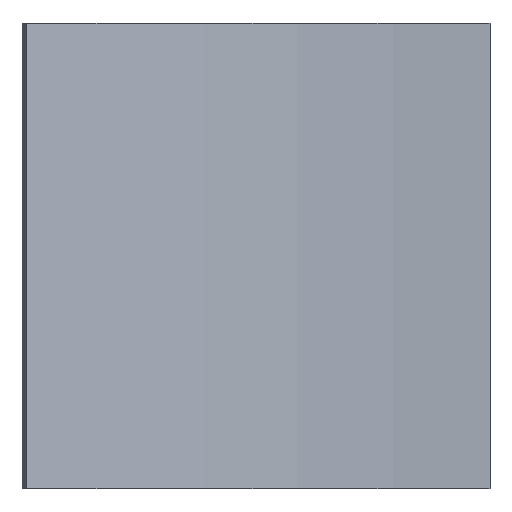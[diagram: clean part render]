
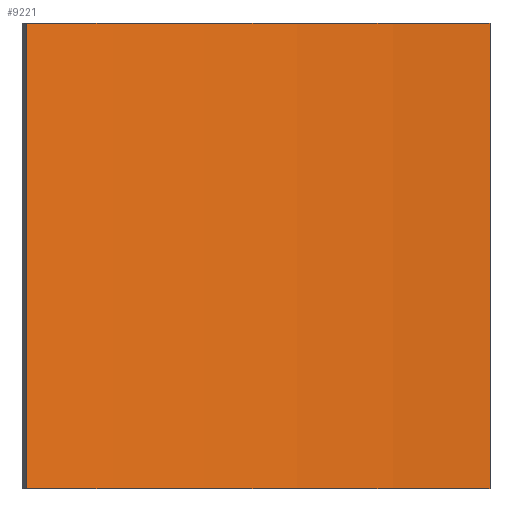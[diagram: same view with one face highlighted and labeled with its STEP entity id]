
A CAD part, left-side view. The second image highlights one B-rep face of the part: STEP entity #9221.
In plain terms, the highlighted cylindrical face has radius 995 mm (diameter 1990 mm), a partial arc.
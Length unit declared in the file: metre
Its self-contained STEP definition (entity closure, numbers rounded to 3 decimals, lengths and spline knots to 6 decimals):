
#9100 = CARTESIAN_POINT('origin',(0.0,0.0,0.0));
#9101 = DIRECTION('Dir1',(1.0,0.0,0.0));
#9103 = DIRECTION('Dir3',(0.0,0.0,1.0));
#9112 = AXIS2_PLACEMENT_3D('Ax2P3D1',#9100,#9103,#9101);
#9121 = CIRCLE('ICirc1',#9112,0.995);
#9123 = CARTESIAN_POINT('centre2',(0.0,0.0,0.5));
#9124 = AXIS2_PLACEMENT_3D('Ax2P3D2',#9123,#9103,#9101);
#9126 = CIRCLE('ICirc2',#9124,0.995);
#9129 = CYLINDRICAL_SURFACE('InCyl', #9112, 0.995);
#9131 = CARTESIAN_POINT('PtAI',(0.995,0.0,0.0));
#9132 = VERTEX_POINT('VertPtAI',#9131);
#9135 = CARTESIAN_POINT('PtBI',(0.995,0.0,0.5));
#9136 = VERTEX_POINT('VertPtBI',#9135);
#9139 = CARTESIAN_POINT('PtCI',(0.861695,0.4975,0.5));
#9140 = VERTEX_POINT('VertPtCI',#9139);
#9143 = CARTESIAN_POINT('PtDI',(0.861695,0.4975,0.0));
#9144 = VERTEX_POINT('VertPtDI',#9143);
#9147 = VECTOR('st-edge',#9103, 0.5);
#9148 = LINE('lineABI', #9131, #9147);
#9150 = LINE('lineDCI', #9143, #9147);
#9152 = EDGE_CURVE('EdgeABI',#9132,#9136,#9148,.T.);
#9154 = EDGE_CURVE('EdgeCDI',#9140,#9144,#9150,.F.);
#9156 = EDGE_CURVE('EdgeBCI',#9136,#9140,#9126,.T.);
#9158 = EDGE_CURVE('EdgeDAI',#9144,#9132,#9121,.F.);
#9170 = ORIENTED_EDGE('ABIT',*,*,#9152,.T.);
#9174 = ORIENTED_EDGE('CDIT',*,*,#9154,.T.);
#9178 = ORIENTED_EDGE('BCIT',*,*,#9156,.T.);
#9182 = ORIENTED_EDGE('DAIT',*,*,#9158,.T.);
#9204 = EDGE_LOOP('ELABCDI',(#9170,#9178,#9174,#9182));
#9211 = FACE_OUTER_BOUND('CylfbI',#9204,.T.);
#9221 = ADVANCED_FACE('CylFaceI',(#9211),#9129,.F.);
